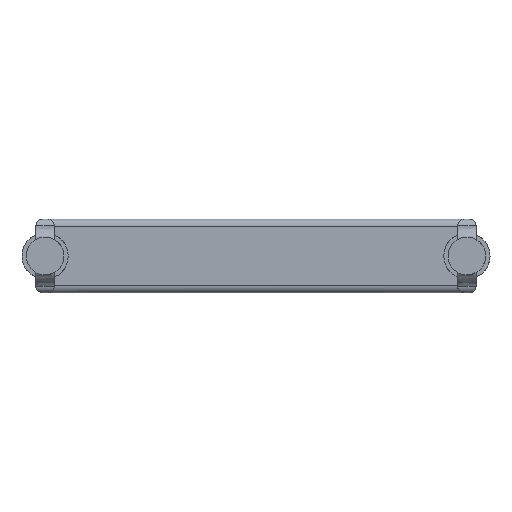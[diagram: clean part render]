
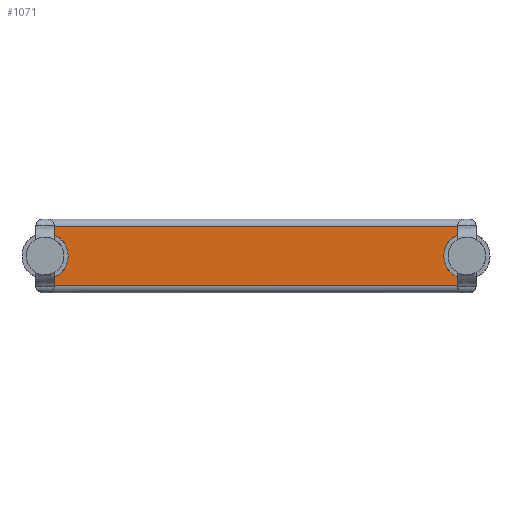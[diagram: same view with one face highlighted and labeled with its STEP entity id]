
A CAD part, front view. The second image highlights one B-rep face of the part: STEP entity #1071.
In plain terms, the highlighted planar face has unit normal (0, -1, 0).
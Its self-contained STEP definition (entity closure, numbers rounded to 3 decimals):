
#217=FACE_OUTER_BOUND('',#293,.T.);
#293=EDGE_LOOP('',(#891,#892,#893,#894));
#338=LINE('',#2216,#404);
#369=LINE('',#2316,#435);
#373=LINE('',#2325,#439);
#376=LINE('',#2330,#442);
#404=VECTOR('',#1320,10.92);
#435=VECTOR('',#1433,10.92);
#439=VECTOR('',#1443,1.6);
#442=VECTOR('',#1448,1.6);
#510=VERTEX_POINT('',#2206);
#513=VERTEX_POINT('',#2213);
#514=VERTEX_POINT('',#2215);
#541=VERTEX_POINT('',#2310);
#619=EDGE_CURVE('',#513,#514,#338,.T.);
#671=EDGE_CURVE('',#510,#541,#369,.T.);
#676=EDGE_CURVE('',#541,#513,#373,.T.);
#679=EDGE_CURVE('',#514,#510,#376,.T.);
#891=ORIENTED_EDGE('',*,*,#671,.F.);
#892=ORIENTED_EDGE('',*,*,#679,.F.);
#893=ORIENTED_EDGE('',*,*,#619,.F.);
#894=ORIENTED_EDGE('',*,*,#676,.F.);
#1001=PLANE('',#1182);
#1071=ADVANCED_FACE('',(#217),#1001,.T.);
#1182=AXIS2_PLACEMENT_3D('',#2329,#1446,#1447);
#1320=DIRECTION('',(1.,0.,0.));
#1433=DIRECTION('',(-1.,0.,0.));
#1443=DIRECTION('',(0.,0.,1.));
#1446=DIRECTION('center_axis',(0.,-1.,0.));
#1447=DIRECTION('ref_axis',(1.,0.,0.));
#1448=DIRECTION('',(0.,0.,-1.));
#2206=CARTESIAN_POINT('',(11.43,2.03,0.2));
#2213=CARTESIAN_POINT('',(0.51,2.03,1.8));
#2215=CARTESIAN_POINT('',(11.43,2.03,1.8));
#2216=CARTESIAN_POINT('',(3.113,2.03,1.8));
#2310=CARTESIAN_POINT('',(0.51,2.03,0.2));
#2316=CARTESIAN_POINT('',(0.255,2.03,0.2));
#2325=CARTESIAN_POINT('',(0.51,2.03,0.));
#2329=CARTESIAN_POINT('Origin',(0.255,2.03,0.));
#2330=CARTESIAN_POINT('',(11.43,2.03,0.));
